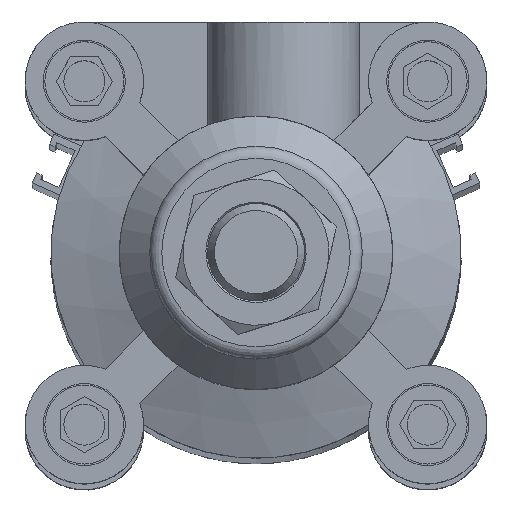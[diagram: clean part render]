
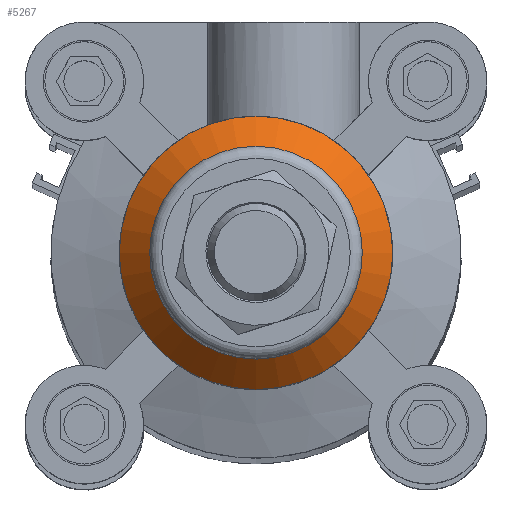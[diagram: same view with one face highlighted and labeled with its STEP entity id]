
A CAD part, top view. The second image highlights one B-rep face of the part: STEP entity #5267.
In plain terms, the highlighted conical face has half-angle 45 degrees and reference radius 20 mm.
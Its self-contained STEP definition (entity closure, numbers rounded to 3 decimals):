
#22=CONICAL_SURFACE('',#5753,20.,0.785);
#211=CIRCLE('',#5694,22.5);
#234=CIRCLE('',#5754,17.5);
#1343=ORIENTED_EDGE('',*,*,#2325,.F.);
#1344=ORIENTED_EDGE('',*,*,#2274,.T.);
#2274=EDGE_CURVE('',#2872,#2872,#211,.T.);
#2325=EDGE_CURVE('',#2904,#2904,#234,.T.);
#2872=VERTEX_POINT('',#8378);
#2904=VERTEX_POINT('',#8525);
#4267=EDGE_LOOP('',(#1343));
#4268=EDGE_LOOP('',(#1344));
#4685=FACE_BOUND('',#4267,.T.);
#4686=FACE_BOUND('',#4268,.T.);
#5267=ADVANCED_FACE('',(#4685,#4686),#22,.T.);
#5694=AXIS2_PLACEMENT_3D('',#8377,#6784,#6785);
#5753=AXIS2_PLACEMENT_3D('',#8523,#6919,#6920);
#5754=AXIS2_PLACEMENT_3D('',#8524,#6921,#6922);
#6784=DIRECTION('',(0.,1.,0.));
#6785=DIRECTION('',(-1.,0.,0.));
#6919=DIRECTION('',(0.,-1.,0.));
#6920=DIRECTION('',(-1.,0.,0.));
#6921=DIRECTION('',(0.,1.,0.));
#6922=DIRECTION('',(-1.,0.,0.));
#8377=CARTESIAN_POINT('',(0.,40.,0.));
#8378=CARTESIAN_POINT('',(-22.5,40.,0.));
#8523=CARTESIAN_POINT('',(0.,42.5,0.));
#8524=CARTESIAN_POINT('',(0.,45.,0.));
#8525=CARTESIAN_POINT('',(-17.5,45.,0.));
